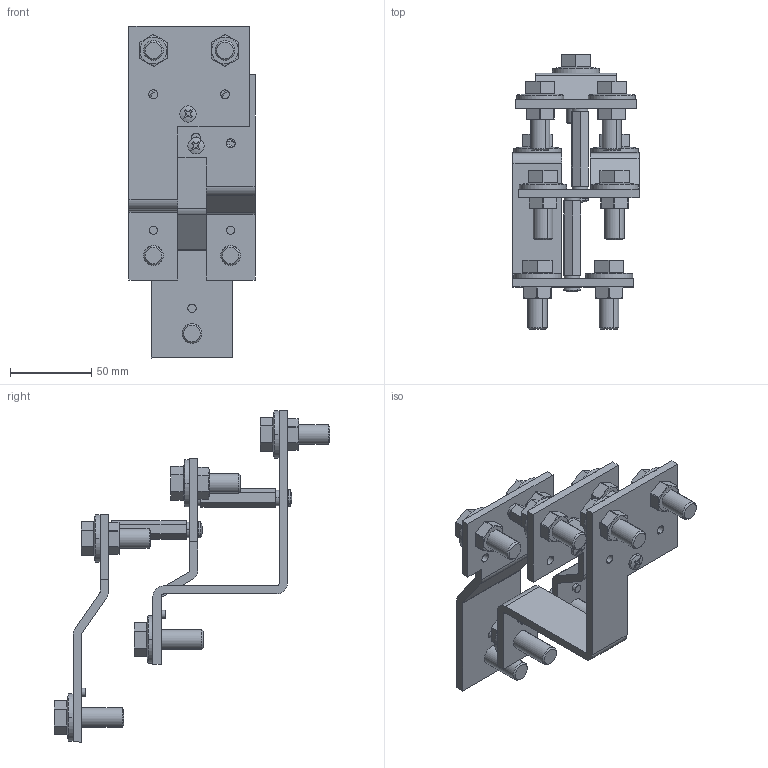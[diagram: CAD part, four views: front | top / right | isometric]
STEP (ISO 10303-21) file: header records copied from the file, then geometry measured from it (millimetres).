
FILE_DESCRIPTION((''),'2;1');
FILE_NAME('1SEB621581_ASM','2020-08-05T14:05:39',('FIALPRI1'),(''),'CREO PARAMETRIC BY PTC INC, 2019164','CREO PARAMETRIC BY PTC INC, 2019164','');
FILE_SCHEMA(('AUTOMOTIVE_DESIGN { 1 0 10303 214 1 1 1 1 }'));
Products named in the file (16): NHSN520033P0120; 1SEP621509P0001; 1SEP621515R0001_ASM; 1SEP621508P0001; 1SEP621514R0001_ASM; NHSN520033P0120_C_1; 1SEP621507P0001_A01_28228_1; 1SEP621507P0001_A01_38023_1; 1SEP621507P0001_A01_ASM_1_ASM; 1SEP621513R0001_A_ASM_1_ASM; NHSN660009P0550_A; HCSN401050P0207_01; HCSN401051P0207_01; GZN490084P0111_01; NB312333P8118_01; 1SEB621581_ASM
Assembly tree (38 placements, depth 4):
  1SEB621581_ASM
    1SEP621515R0001_ASM
      NHSN520033P0120  x2
      1SEP621509P0001
    1SEP621514R0001_ASM
      NHSN520033P0120  x2
      1SEP621508P0001
    1SEP621513R0001_A_ASM_1_ASM
      NHSN520033P0120_C_1  x2
      1SEP621507P0001_A01_ASM_1_ASM
        1SEP621507P0001_A01_28228_1
        1SEP621507P0001_A01_38023_1
    NHSN660009P0550_A  x2
    HCSN401050P0207_01  x2
    HCSN401051P0207_01  x2
    GZN490084P0111_01  x9
    NB312333P8118_01  x9
Bounding box: 77.42 x 169 x 203.9 mm (x, y, z)
Volume: 198979.6 mm3; surface area: 102880.8 mm2
Topology: 34 solids, 34 shells, 810 faces, 2374 edges, 1926 vertices
Faces by surface type: plane 330, cylinder 204, cone 146, extrusion 98, torus 28, sphere 4
Entity records: 31020 total; most frequent: CARTESIAN_POINT 4499, DIRECTION 2683, ORIENTED_EDGE 2356, PROPERTY_DEFINITION 1457, REPRESENTATION 1446, PROPERTY_DEFINITION_REPRESENTATION 1446, PRESENTATION_STYLE_ASSIGNMENT 1258, STYLED_ITEM 1258
